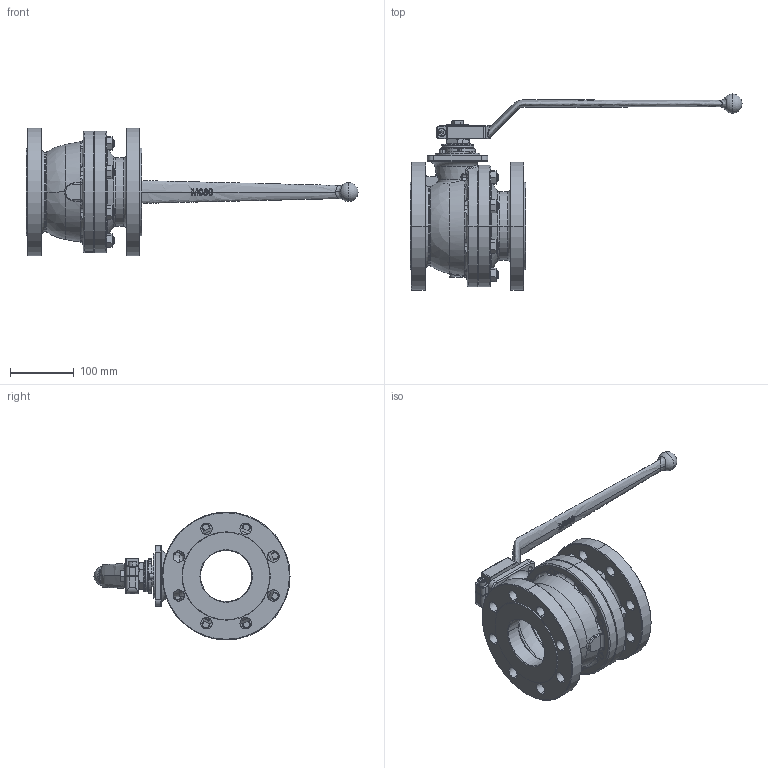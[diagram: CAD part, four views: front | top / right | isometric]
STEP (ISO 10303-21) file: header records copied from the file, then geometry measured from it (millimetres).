
FILE_DESCRIPTION (( 'STEP AP203' ), '1' );
FILE_NAME ('Fig.540 DN-080 TYPE B + WRENCH.STEP', '2021-03-10T11:30:54', ( '' ), ( '' ), 'SwSTEP 2.0', 'SolidWorks 2020', '' );
FILE_SCHEMA (( 'CONFIG_CONTROL_DESIGN' ));
Products named in the file (1): Fig.540 DN-080 TYPE B + WRENCH
Bounding box: 519.5 x 306.8 x 200 mm (x, y, z)
Volume: 2645370.7 mm3; surface area: 462274.4 mm2
Topology: 33 solids, 33 shells, 1194 faces, 2929 edges, 1825 vertices
Faces by surface type: plane 336, cylinder 318, cone 270, bspline 178, torus 65, sphere 27
Entity records: 55100 total; most frequent: CARTESIAN_POINT 28166, ORIENTED_EDGE 5800, DIRECTION 5240, EDGE_CURVE 2900, AXIS2_PLACEMENT_3D 2168, VERTEX_POINT 1822, EDGE_LOOP 1360, ADVANCED_FACE 1194
